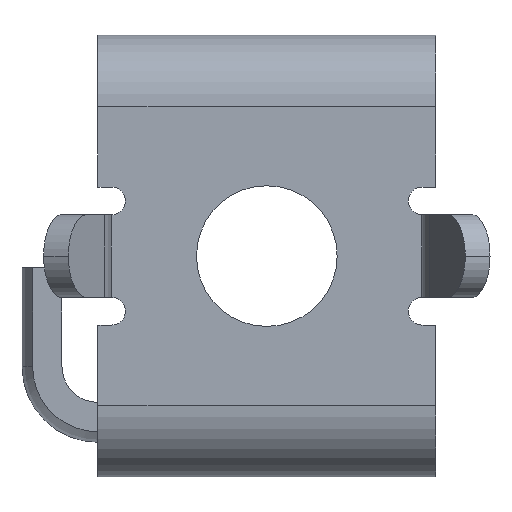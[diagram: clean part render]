
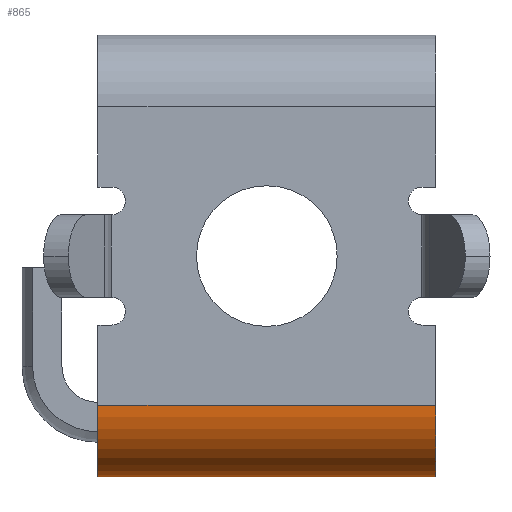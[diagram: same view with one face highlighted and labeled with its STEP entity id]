
A CAD part, front view. The second image highlights one B-rep face of the part: STEP entity #865.
In plain terms, the highlighted cylindrical face has radius 1.321 mm (diameter 2.642 mm), a partial arc.
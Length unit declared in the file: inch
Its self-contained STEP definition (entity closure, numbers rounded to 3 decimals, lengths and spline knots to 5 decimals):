
#5 = CARTESIAN_POINT ( 'NONE',  ( 0.1225, 0.07981, -0.15216 ) ) ;
#206 = CARTESIAN_POINT ( 'NONE',  ( 0.1225, 0., -0.10822 ) ) ;
#211 = VERTEX_POINT ( 'NONE', #2170 ) ;
#229 = DIRECTION ( 'NONE',  ( 1., 0., 0. ) ) ;
#337 = DIRECTION ( 'NONE',  ( -1., 0., 0. ) ) ;
#350 = VERTEX_POINT ( 'NONE', #206 ) ;
#548 = VECTOR ( 'NONE', #1070, 39.37008 ) ;
#586 = CARTESIAN_POINT ( 'NONE',  ( 0.1225, 0.052, -0.10822 ) ) ;
#605 = DIRECTION ( 'NONE',  ( 0., 0., -1. ) ) ;
#762 = LINE ( 'NONE', #1377, #548 ) ;
#865 = ADVANCED_FACE ( 'NONE', ( #1468 ), #1801, .T. ) ;
#873 = CARTESIAN_POINT ( 'NONE',  ( 0.1225, 0.052, -0.10822 ) ) ;
#976 = ORIENTED_EDGE ( 'NONE', *, *, #2974, .F. ) ;
#1070 = DIRECTION ( 'NONE',  ( -1., 0., 0. ) ) ;
#1299 = CIRCLE ( 'NONE', #1794, 0.052 ) ;
#1377 = CARTESIAN_POINT ( 'NONE',  ( 0.1225, 0., -0.10822 ) ) ;
#1380 = CIRCLE ( 'NONE', #2744, 0.052 ) ;
#1468 = FACE_OUTER_BOUND ( 'NONE', #3006, .T. ) ;
#1765 = EDGE_CURVE ( 'NONE', #350, #211, #1299, .T. ) ;
#1794 = AXIS2_PLACEMENT_3D ( 'NONE', #586, #229, #605 ) ;
#1801 = CYLINDRICAL_SURFACE ( 'NONE', #2624, 0.052 ) ;
#2073 = DIRECTION ( 'NONE',  ( 0., 0., 1. ) ) ;
#2170 = CARTESIAN_POINT ( 'NONE',  ( 0.1225, 0.07981, -0.15216 ) ) ;
#2231 = CARTESIAN_POINT ( 'NONE',  ( -0.1225, 0., -0.10822 ) ) ;
#2246 = CARTESIAN_POINT ( 'NONE',  ( -0.1225, 0.07981, -0.15216 ) ) ;
#2399 = ORIENTED_EDGE ( 'NONE', *, *, #1765, .F. ) ;
#2422 = EDGE_CURVE ( 'NONE', #350, #2454, #762, .T. ) ;
#2454 = VERTEX_POINT ( 'NONE', #2231 ) ;
#2544 = CARTESIAN_POINT ( 'NONE',  ( -0.1225, 0.052, -0.10822 ) ) ;
#2624 = AXIS2_PLACEMENT_3D ( 'NONE', #873, #337, #2073 ) ;
#2629 = LINE ( 'NONE', #5, #3063 ) ;
#2744 = AXIS2_PLACEMENT_3D ( 'NONE', #2544, #3714, #2806 ) ;
#2806 = DIRECTION ( 'NONE',  ( 0., 0., -1. ) ) ;
#2873 = VERTEX_POINT ( 'NONE', #2246 ) ;
#2949 = ORIENTED_EDGE ( 'NONE', *, *, #2422, .T. ) ;
#2974 = EDGE_CURVE ( 'NONE', #211, #2873, #2629, .T. ) ;
#3006 = EDGE_LOOP ( 'NONE', ( #3236, #976, #2399, #2949 ) ) ;
#3063 = VECTOR ( 'NONE', #3800, 39.37008 ) ;
#3236 = ORIENTED_EDGE ( 'NONE', *, *, #3536, .T. ) ;
#3536 = EDGE_CURVE ( 'NONE', #2454, #2873, #1380, .T. ) ;
#3714 = DIRECTION ( 'NONE',  ( 1., 0., 0. ) ) ;
#3800 = DIRECTION ( 'NONE',  ( -1., 0., 0. ) ) ;
